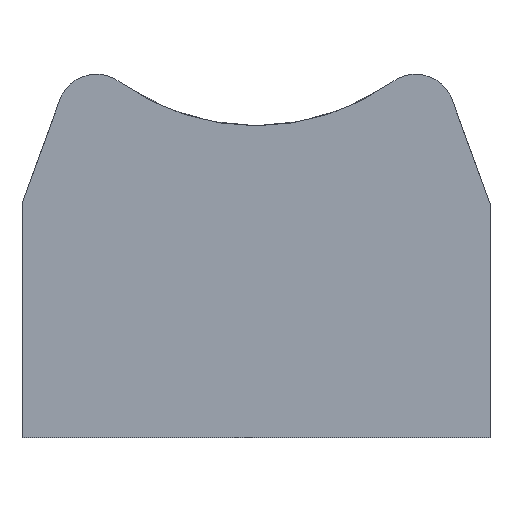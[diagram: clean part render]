
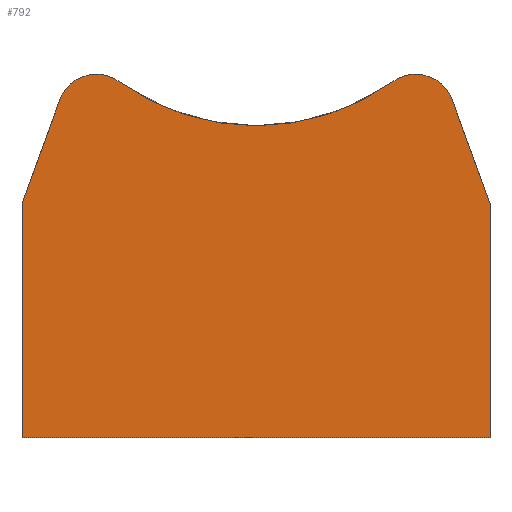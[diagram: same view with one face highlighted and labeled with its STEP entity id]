
A CAD part, front view. The second image highlights one B-rep face of the part: STEP entity #792.
In plain terms, the highlighted planar face has unit normal (0, -1, 0).
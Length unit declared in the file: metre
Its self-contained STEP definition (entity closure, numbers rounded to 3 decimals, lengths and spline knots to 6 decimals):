
#35=CIRCLE('',#851,0.006);
#37=CIRCLE('',#855,0.001);
#38=CIRCLE('',#856,0.001);
#137=ORIENTED_EDGE('',*,*,#345,.T.);
#138=ORIENTED_EDGE('',*,*,#362,.T.);
#139=ORIENTED_EDGE('',*,*,#352,.F.);
#140=ORIENTED_EDGE('',*,*,#363,.T.);
#141=ORIENTED_EDGE('',*,*,#359,.F.);
#142=ORIENTED_EDGE('',*,*,#331,.F.);
#143=ORIENTED_EDGE('',*,*,#337,.F.);
#144=ORIENTED_EDGE('',*,*,#340,.T.);
#331=EDGE_CURVE('',#447,#448,#527,.T.);
#337=EDGE_CURVE('',#452,#447,#532,.T.);
#340=EDGE_CURVE('',#452,#454,#535,.T.);
#345=EDGE_CURVE('',#454,#456,#540,.T.);
#352=EDGE_CURVE('',#463,#464,#35,.T.);
#359=EDGE_CURVE('',#448,#469,#548,.T.);
#362=EDGE_CURVE('',#456,#464,#37,.T.);
#363=EDGE_CURVE('',#463,#469,#38,.T.);
#447=VERTEX_POINT('',#1153);
#448=VERTEX_POINT('',#1155);
#452=VERTEX_POINT('',#1165);
#454=VERTEX_POINT('',#1171);
#456=VERTEX_POINT('',#1179);
#463=VERTEX_POINT('',#1195);
#464=VERTEX_POINT('',#1196);
#469=VERTEX_POINT('',#1209);
#527=LINE('',#1154,#609);
#532=LINE('',#1166,#614);
#535=LINE('',#1172,#617);
#540=LINE('',#1180,#622);
#548=LINE('',#1208,#630);
#609=VECTOR('',#932,1.);
#614=VECTOR('',#941,1.);
#617=VECTOR('',#946,1.);
#622=VECTOR('',#953,1.);
#630=VECTOR('',#977,1.);
#678=EDGE_LOOP('',(#137,#138,#139,#140,#141,#142,#143,#144));
#722=FACE_BOUND('',#678,.T.);
#763=PLANE('',#854);
#792=ADVANCED_FACE('',(#722),#763,.T.);
#851=AXIS2_PLACEMENT_3D('',#1194,#966,#967);
#854=AXIS2_PLACEMENT_3D('',#1213,#980,#981);
#855=AXIS2_PLACEMENT_3D('',#1214,#982,#983);
#856=AXIS2_PLACEMENT_3D('',#1215,#984,#985);
#932=DIRECTION('',(0.,0.,1.));
#941=DIRECTION('',(-1.,0.,0.));
#946=DIRECTION('',(0.,0.,1.));
#953=DIRECTION('',(-0.342,0.,0.94));
#966=DIRECTION('',(0.,-1.,0.));
#967=DIRECTION('',(0.,0.,-1.));
#977=DIRECTION('',(0.342,0.,0.94));
#980=DIRECTION('',(0.,-1.,0.));
#981=DIRECTION('',(1.,0.,0.));
#982=DIRECTION('',(0.,-1.,0.));
#983=DIRECTION('',(0.,0.,-1.));
#984=DIRECTION('',(0.,-1.,0.));
#985=DIRECTION('',(0.,0.,-1.));
#1153=CARTESIAN_POINT('',(-0.006,-0.005,0.));
#1154=CARTESIAN_POINT('',(-0.006,-0.005,0.003));
#1155=CARTESIAN_POINT('',(-0.006,-0.005,0.006));
#1165=CARTESIAN_POINT('',(0.006,-0.005,0.));
#1166=CARTESIAN_POINT('',(-0.003,-0.005,0.));
#1171=CARTESIAN_POINT('',(0.006,-0.005,0.006));
#1172=CARTESIAN_POINT('',(0.006,-0.005,0.003));
#1179=CARTESIAN_POINT('',(0.005031,-0.005,0.008662));
#1180=CARTESIAN_POINT('',(0.005262,-0.005,0.008029));
#1194=CARTESIAN_POINT('',(0.,-0.005,0.014));
#1195=CARTESIAN_POINT('',(-0.003507,-0.005,0.009132));
#1196=CARTESIAN_POINT('',(0.003507,-0.005,0.009132));
#1208=CARTESIAN_POINT('',(-0.005262,-0.005,0.008029));
#1209=CARTESIAN_POINT('',(-0.005031,-0.005,0.008662));
#1213=CARTESIAN_POINT('',(0.,-0.005,0.013463));
#1214=CARTESIAN_POINT('',(0.004091,-0.005,0.00832));
#1215=CARTESIAN_POINT('',(-0.004091,-0.005,0.00832));
